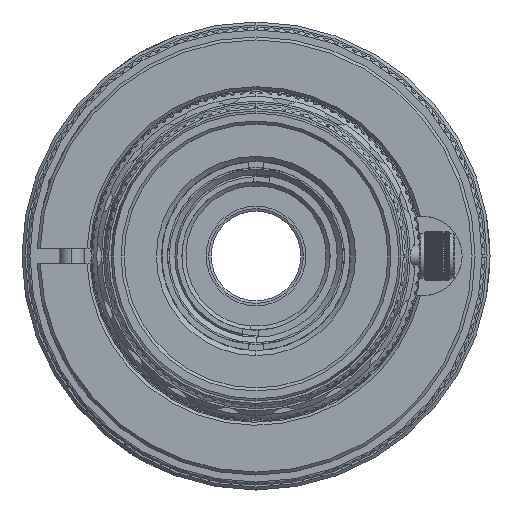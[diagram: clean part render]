
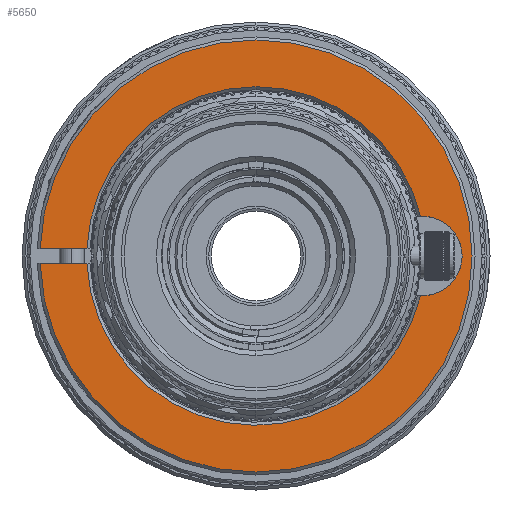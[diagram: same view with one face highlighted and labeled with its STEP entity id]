
A CAD part, left-side view. The second image highlights one B-rep face of the part: STEP entity #5650.
In plain terms, the highlighted planar face has unit normal (-1, 0, 0).
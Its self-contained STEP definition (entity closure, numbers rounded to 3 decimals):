
#1669 = EDGE_CURVE ( 'NONE', #20802, #85187, #14245, .T. ) ;
#2753 = ORIENTED_EDGE ( 'NONE', *, *, #71760, .F. ) ;
#3471 = CARTESIAN_POINT ( 'NONE',  ( 0., -16.523, 4. ) ) ;
#3831 = AXIS2_PLACEMENT_3D ( 'NONE', #44984, #59337, #52436 ) ;
#4170 = DIRECTION ( 'NONE',  ( 0., 0., 1. ) ) ;
#5650 = ADVANCED_FACE ( 'NONE', ( #40583 ), #60273, .F. ) ;
#9175 = VECTOR ( 'NONE', #44571, 1000. ) ;
#10004 = CARTESIAN_POINT ( 'NONE',  ( 0., 22., -0.75 ) ) ;
#10202 = DIRECTION ( 'NONE',  ( -1., 0., 0. ) ) ;
#10744 = ORIENTED_EDGE ( 'NONE', *, *, #12531, .F. ) ;
#11845 = LINE ( 'NONE', #44512, #75317 ) ;
#12225 = CIRCLE ( 'NONE', #77005, 21.7 ) ;
#12358 = CIRCLE ( 'NONE', #47260, 17. ) ;
#12531 = EDGE_CURVE ( 'NONE', #67166, #57068, #12225, .T. ) ;
#13050 = CARTESIAN_POINT ( 'NONE',  ( 0., -16.7, 4. ) ) ;
#14245 = CIRCLE ( 'NONE', #3831, 4. ) ;
#14491 = VERTEX_POINT ( 'NONE', #45783 ) ;
#14692 = CARTESIAN_POINT ( 'NONE',  ( 0., -10.284, -4. ) ) ;
#15277 = CARTESIAN_POINT ( 'NONE',  ( 0., 0., 17. ) ) ;
#16825 = EDGE_CURVE ( 'NONE', #20802, #85562, #35605, .T. ) ;
#19039 = ORIENTED_EDGE ( 'NONE', *, *, #1669, .F. ) ;
#20387 = CIRCLE ( 'NONE', #37528, 17. ) ;
#20802 = VERTEX_POINT ( 'NONE', #58455 ) ;
#24083 = VECTOR ( 'NONE', #58109, 1000. ) ;
#24412 = ORIENTED_EDGE ( 'NONE', *, *, #37385, .F. ) ;
#25134 = DIRECTION ( 'NONE',  ( 0., 0., -1. ) ) ;
#26788 = EDGE_CURVE ( 'NONE', #14491, #42583, #70695, .T. ) ;
#27665 = CARTESIAN_POINT ( 'NONE',  ( 0., 21.687, -0.75 ) ) ;
#28421 = LINE ( 'NONE', #10004, #24083 ) ;
#28689 = VERTEX_POINT ( 'NONE', #84878 ) ;
#30288 = ORIENTED_EDGE ( 'NONE', *, *, #16825, .T. ) ;
#31177 = CARTESIAN_POINT ( 'NONE',  ( 0., 0., 0. ) ) ;
#32605 = CARTESIAN_POINT ( 'NONE',  ( 0., 0., 0. ) ) ;
#33391 = AXIS2_PLACEMENT_3D ( 'NONE', #59117, #72052, #79595 ) ;
#34667 = VERTEX_POINT ( 'NONE', #3471 ) ;
#35605 = LINE ( 'NONE', #14692, #47470 ) ;
#36069 = DIRECTION ( 'NONE',  ( 0., 0., -1. ) ) ;
#37385 = EDGE_CURVE ( 'NONE', #34667, #85909, #12358, .T. ) ;
#37528 = AXIS2_PLACEMENT_3D ( 'NONE', #38476, #10202, #4170 ) ;
#37718 = EDGE_CURVE ( 'NONE', #57068, #79295, #28421, .T. ) ;
#38476 = CARTESIAN_POINT ( 'NONE',  ( 0., 0., 0. ) ) ;
#39472 = AXIS2_PLACEMENT_3D ( 'NONE', #32605, #46446, #80654 ) ;
#40583 = FACE_OUTER_BOUND ( 'NONE', #55386, .T. ) ;
#42583 = VERTEX_POINT ( 'NONE', #45643 ) ;
#43499 = DIRECTION ( 'NONE',  ( 0., 0., -1. ) ) ;
#43893 = DIRECTION ( 'NONE',  ( 1., 0., 0. ) ) ;
#44300 = CARTESIAN_POINT ( 'NONE',  ( 0., 0., -21.7 ) ) ;
#44512 = CARTESIAN_POINT ( 'NONE',  ( 0., 22., 0.75 ) ) ;
#44571 = DIRECTION ( 'NONE',  ( 0., 1., 0. ) ) ;
#44984 = CARTESIAN_POINT ( 'NONE',  ( 0., -16.7, 0. ) ) ;
#45643 = CARTESIAN_POINT ( 'NONE',  ( 0., 0., 21.7 ) ) ;
#45783 = CARTESIAN_POINT ( 'NONE',  ( 0., 21.687, 0.75 ) ) ;
#46244 = CARTESIAN_POINT ( 'NONE',  ( 0., 0., 0. ) ) ;
#46446 = DIRECTION ( 'NONE',  ( -1., 0., 0. ) ) ;
#47137 = DIRECTION ( 'NONE',  ( 0., 0., 1. ) ) ;
#47260 = AXIS2_PLACEMENT_3D ( 'NONE', #46244, #88208, #47137 ) ;
#47470 = VECTOR ( 'NONE', #77216, 1000. ) ;
#50160 = EDGE_CURVE ( 'NONE', #42583, #67166, #75434, .T. ) ;
#51076 = ORIENTED_EDGE ( 'NONE', *, *, #60713, .F. ) ;
#52326 = CARTESIAN_POINT ( 'NONE',  ( 0., -10.284, 4. ) ) ;
#52436 = DIRECTION ( 'NONE',  ( 0., 0., 1. ) ) ;
#55386 = EDGE_LOOP ( 'NONE', ( #19039, #30288, #51076, #65312, #10744, #80254, #62938, #71897, #80052, #24412, #2753 ) ) ;
#56503 = AXIS2_PLACEMENT_3D ( 'NONE', #86716, #72868, #25134 ) ;
#57068 = VERTEX_POINT ( 'NONE', #27665 ) ;
#58109 = DIRECTION ( 'NONE',  ( 0., -1., 0. ) ) ;
#58455 = CARTESIAN_POINT ( 'NONE',  ( 0., -16.7, -4. ) ) ;
#59117 = CARTESIAN_POINT ( 'NONE',  ( 0., 0., 0. ) ) ;
#59337 = DIRECTION ( 'NONE',  ( -1., 0., 0. ) ) ;
#60273 = PLANE ( 'NONE',  #56503 ) ;
#60713 = EDGE_CURVE ( 'NONE', #79295, #85562, #20387, .T. ) ;
#60768 = LINE ( 'NONE', #52326, #9175 ) ;
#62938 = ORIENTED_EDGE ( 'NONE', *, *, #26788, .F. ) ;
#63844 = DIRECTION ( 'NONE',  ( 1., 0., 0. ) ) ;
#63985 = DIRECTION ( 'NONE',  ( 0., 1., 0. ) ) ;
#65312 = ORIENTED_EDGE ( 'NONE', *, *, #37718, .F. ) ;
#67166 = VERTEX_POINT ( 'NONE', #44300 ) ;
#67491 = CIRCLE ( 'NONE', #39472, 17. ) ;
#70694 = AXIS2_PLACEMENT_3D ( 'NONE', #31177, #63844, #43499 ) ;
#70695 = CIRCLE ( 'NONE', #70694, 21.7 ) ;
#71760 = EDGE_CURVE ( 'NONE', #85187, #34667, #60768, .T. ) ;
#71897 = ORIENTED_EDGE ( 'NONE', *, *, #83161, .F. ) ;
#72052 = DIRECTION ( 'NONE',  ( 1., 0., 0. ) ) ;
#72868 = DIRECTION ( 'NONE',  ( 1., 0., 0. ) ) ;
#75317 = VECTOR ( 'NONE', #63985, 1000. ) ;
#75434 = CIRCLE ( 'NONE', #33391, 21.7 ) ;
#77005 = AXIS2_PLACEMENT_3D ( 'NONE', #77205, #43893, #36069 ) ;
#77205 = CARTESIAN_POINT ( 'NONE',  ( 0., 0., 0. ) ) ;
#77216 = DIRECTION ( 'NONE',  ( 0., 1., 0. ) ) ;
#79295 = VERTEX_POINT ( 'NONE', #80284 ) ;
#79595 = DIRECTION ( 'NONE',  ( 0., 0., -1. ) ) ;
#80052 = ORIENTED_EDGE ( 'NONE', *, *, #86884, .F. ) ;
#80254 = ORIENTED_EDGE ( 'NONE', *, *, #50160, .F. ) ;
#80284 = CARTESIAN_POINT ( 'NONE',  ( 0., 16.983, -0.75 ) ) ;
#80654 = DIRECTION ( 'NONE',  ( 0., 0., 1. ) ) ;
#83161 = EDGE_CURVE ( 'NONE', #28689, #14491, #11845, .T. ) ;
#84208 = CARTESIAN_POINT ( 'NONE',  ( 0., -16.523, -4. ) ) ;
#84878 = CARTESIAN_POINT ( 'NONE',  ( 0., 16.983, 0.75 ) ) ;
#85187 = VERTEX_POINT ( 'NONE', #13050 ) ;
#85562 = VERTEX_POINT ( 'NONE', #84208 ) ;
#85909 = VERTEX_POINT ( 'NONE', #15277 ) ;
#86716 = CARTESIAN_POINT ( 'NONE',  ( 0., 22., 0. ) ) ;
#86884 = EDGE_CURVE ( 'NONE', #85909, #28689, #67491, .T. ) ;
#88208 = DIRECTION ( 'NONE',  ( -1., 0., 0. ) ) ;
